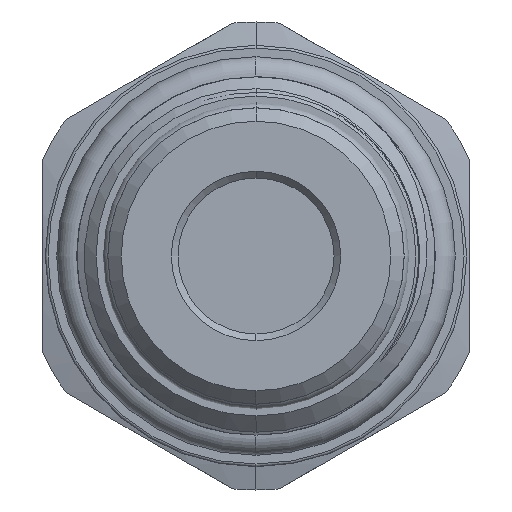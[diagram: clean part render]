
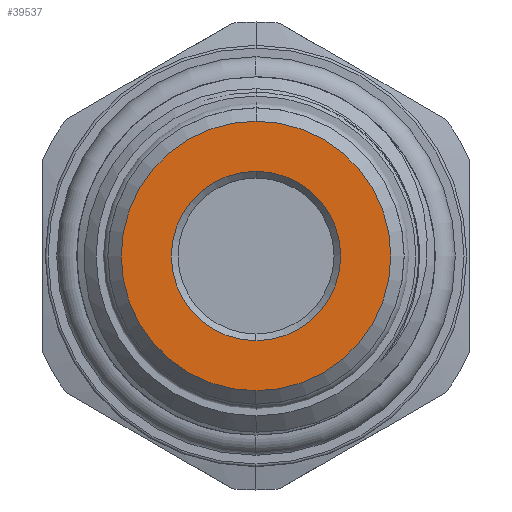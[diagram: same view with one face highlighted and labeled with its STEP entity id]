
A CAD part, left-side view. The second image highlights one B-rep face of the part: STEP entity #39537.
In plain terms, the highlighted planar face has unit normal (-1, 0, 0).
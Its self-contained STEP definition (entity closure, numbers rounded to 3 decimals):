
#431 = ORIENTED_EDGE ( 'NONE', *, *, #16488, .F. ) ;
#592 = FACE_OUTER_BOUND ( 'NONE', #35664, .T. ) ;
#2987 = DIRECTION ( 'NONE',  ( -1., 0., 0. ) ) ;
#4221 = VERTEX_POINT ( 'NONE', #8795 ) ;
#5298 = EDGE_CURVE ( 'NONE', #26706, #4221, #38047, .T. ) ;
#5819 = CARTESIAN_POINT ( 'NONE',  ( -43.8, 0., 0. ) ) ;
#6029 = DIRECTION ( 'NONE',  ( 0., 0., 1. ) ) ;
#6037 = ORIENTED_EDGE ( 'NONE', *, *, #5298, .T. ) ;
#6455 = DIRECTION ( 'NONE',  ( -1., 0., 0. ) ) ;
#7176 = AXIS2_PLACEMENT_3D ( 'NONE', #36915, #6455, #27774 ) ;
#8650 = EDGE_CURVE ( 'NONE', #21389, #24590, #9639, .T. ) ;
#8795 = CARTESIAN_POINT ( 'NONE',  ( -43.8, 0., -10.11 ) ) ;
#9150 = CIRCLE ( 'NONE', #26306, 10.11 ) ;
#9639 = CIRCLE ( 'NONE', #34361, 6.35 ) ;
#13072 = AXIS2_PLACEMENT_3D ( 'NONE', #30560, #2987, #6029 ) ;
#14271 = DIRECTION ( 'NONE',  ( -1., 0., 0. ) ) ;
#14293 = DIRECTION ( 'NONE',  ( -1., 0., 0. ) ) ;
#16488 = EDGE_CURVE ( 'NONE', #24590, #21389, #19288, .T. ) ;
#17324 = CARTESIAN_POINT ( 'NONE',  ( -43.8, 0., 0. ) ) ;
#17348 = CARTESIAN_POINT ( 'NONE',  ( -43.8, 0., 0. ) ) ;
#18294 = DIRECTION ( 'NONE',  ( -1., 0., 0. ) ) ;
#18788 = PLANE ( 'NONE',  #13072 ) ;
#19288 = CIRCLE ( 'NONE', #7176, 6.35 ) ;
#19830 = ORIENTED_EDGE ( 'NONE', *, *, #24395, .T. ) ;
#20410 = CARTESIAN_POINT ( 'NONE',  ( -43.8, 0., -6.35 ) ) ;
#21236 = DIRECTION ( 'NONE',  ( 0., 0., 1. ) ) ;
#21329 = EDGE_LOOP ( 'NONE', ( #431, #21523 ) ) ;
#21389 = VERTEX_POINT ( 'NONE', #20410 ) ;
#21426 = AXIS2_PLACEMENT_3D ( 'NONE', #5819, #18294, #21236 ) ;
#21523 = ORIENTED_EDGE ( 'NONE', *, *, #8650, .F. ) ;
#23393 = CARTESIAN_POINT ( 'NONE',  ( -43.8, 0., 6.35 ) ) ;
#23647 = DIRECTION ( 'NONE',  ( 0., 0., 1. ) ) ;
#24395 = EDGE_CURVE ( 'NONE', #4221, #26706, #9150, .T. ) ;
#24590 = VERTEX_POINT ( 'NONE', #23393 ) ;
#24918 = FACE_BOUND ( 'NONE', #21329, .T. ) ;
#26306 = AXIS2_PLACEMENT_3D ( 'NONE', #17348, #14293, #23647 ) ;
#26706 = VERTEX_POINT ( 'NONE', #32867 ) ;
#27774 = DIRECTION ( 'NONE',  ( 0., 0., 1. ) ) ;
#30560 = CARTESIAN_POINT ( 'NONE',  ( -43.8, 0., 0. ) ) ;
#32867 = CARTESIAN_POINT ( 'NONE',  ( -43.8, 0., 10.11 ) ) ;
#34361 = AXIS2_PLACEMENT_3D ( 'NONE', #17324, #14271, #38781 ) ;
#35664 = EDGE_LOOP ( 'NONE', ( #19830, #6037 ) ) ;
#36915 = CARTESIAN_POINT ( 'NONE',  ( -43.8, 0., 0. ) ) ;
#38047 = CIRCLE ( 'NONE', #21426, 10.11 ) ;
#38781 = DIRECTION ( 'NONE',  ( 0., 0., 1. ) ) ;
#39537 = ADVANCED_FACE ( 'NONE', ( #592, #24918 ), #18788, .T. ) ;
